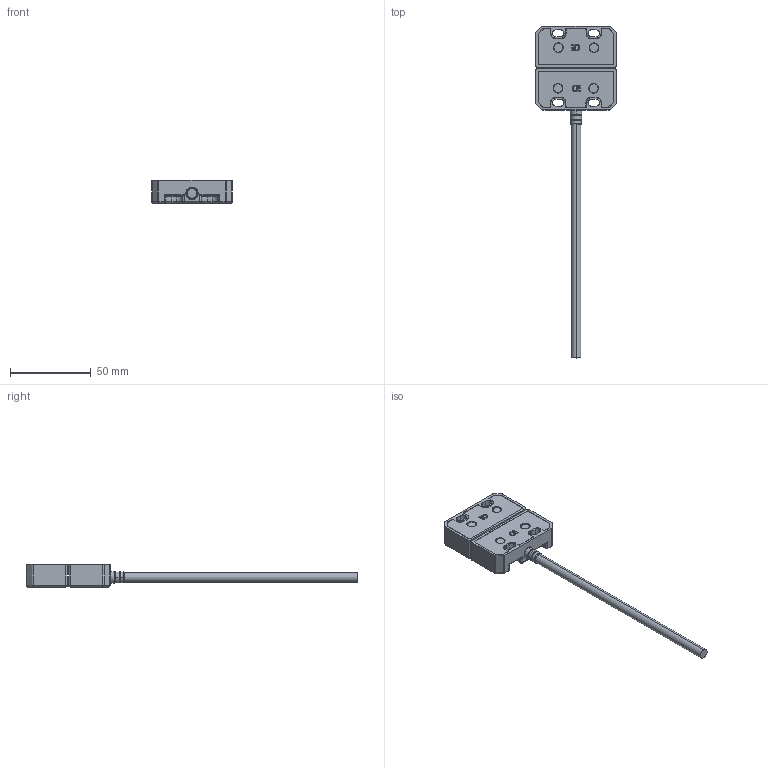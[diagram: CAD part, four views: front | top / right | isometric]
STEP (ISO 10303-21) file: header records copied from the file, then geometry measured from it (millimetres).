
FILE_DESCRIPTION (( 'STEP AP214' ), '1' );
FILE_NAME ('SMC-139006.step', '2017-09-27T14:16:45', ( '' ), ( '' ), 'SwSTEP 2.0', 'SolidWorks 2017', '' );
FILE_SCHEMA (( 'AUTOMOTIVE_DESIGN' ));
Length unit declared in the file: inch
Products named in the file (3): SMC-139006_1; SMC-139006_2; SMC-139006
Assembly tree (2 placements, depth 2):
  SMC-139006
    SMC-139006_1
    SMC-139006_2
Bounding box: 50 x 205.52 x 14.29 mm (x, y, z)
Volume: 19015.6 mm3; surface area: 23407.2 mm2
Topology: 12 solids, 12 shells, 886 faces, 2167 edges, 1291 vertices
Faces by surface type: cylinder 373, plane 254, bspline 222, cone 37
Entity records: 30981 total; most frequent: CARTESIAN_POINT 10996, ORIENTED_EDGE 4256, DIRECTION 4016, EDGE_CURVE 2128, AXIS2_PLACEMENT_3D 1489, VERTEX_POINT 1291, VECTOR 1038, LINE 1038
